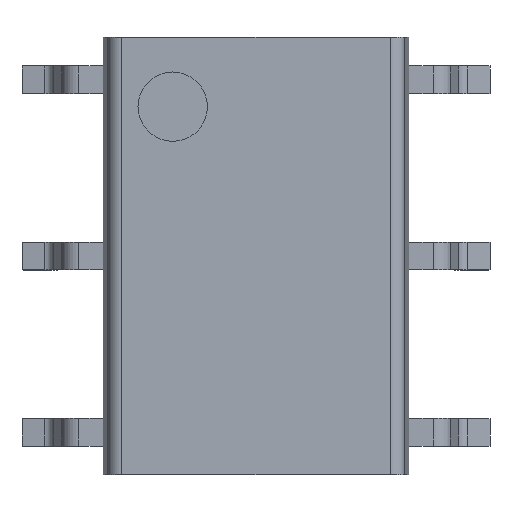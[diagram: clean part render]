
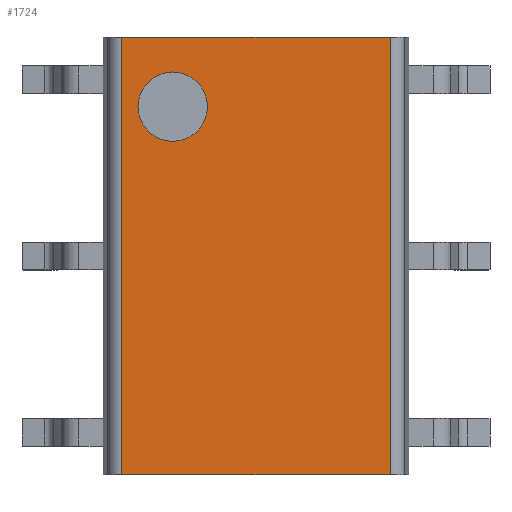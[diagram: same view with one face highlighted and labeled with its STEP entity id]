
A CAD part, top view. The second image highlights one B-rep face of the part: STEP entity #1724.
In plain terms, the highlighted planar face has unit normal (0, 0, 1).
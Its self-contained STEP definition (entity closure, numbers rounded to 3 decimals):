
#42=LINE('',#2536,#238);
#43=LINE('',#2539,#239);
#44=LINE('',#2541,#240);
#45=LINE('',#2542,#241);
#238=VECTOR('',#2022,6.3);
#239=VECTOR('',#2025,3.872);
#240=VECTOR('',#2026,3.872);
#241=VECTOR('',#2027,6.3);
#427=PLANE('',#1838);
#495=FACE_BOUND('',#605,.T.);
#503=FACE_OUTER_BOUND('',#604,.T.);
#604=EDGE_LOOP('',(#1203,#1204,#1205,#1206));
#605=EDGE_LOOP('',(#1207));
#699=CIRCLE('',#1827,0.5);
#757=VERTEX_POINT('',#2501);
#768=VERTEX_POINT('',#2532);
#769=VERTEX_POINT('',#2534);
#770=VERTEX_POINT('',#2538);
#771=VERTEX_POINT('',#2540);
#927=EDGE_CURVE('',#757,#757,#699,.T.);
#943=EDGE_CURVE('',#768,#769,#42,.T.);
#944=EDGE_CURVE('',#768,#770,#43,.T.);
#945=EDGE_CURVE('',#771,#769,#44,.T.);
#946=EDGE_CURVE('',#770,#771,#45,.T.);
#1203=ORIENTED_EDGE('',*,*,#944,.F.);
#1204=ORIENTED_EDGE('',*,*,#943,.T.);
#1205=ORIENTED_EDGE('',*,*,#945,.F.);
#1206=ORIENTED_EDGE('',*,*,#946,.F.);
#1207=ORIENTED_EDGE('',*,*,#927,.T.);
#1724=ADVANCED_FACE('',(#503,#495),#427,.T.);
#1827=AXIS2_PLACEMENT_3D('',#2502,#1989,#1990);
#1838=AXIS2_PLACEMENT_3D('',#2537,#2023,#2024);
#1989=DIRECTION('center_axis',(0.,0.,-1.));
#1990=DIRECTION('ref_axis',(-1.,0.,0.));
#2022=DIRECTION('',(0.,1.,0.));
#2023=DIRECTION('center_axis',(0.,0.,1.));
#2024=DIRECTION('ref_axis',(1.,0.,0.));
#2025=DIRECTION('',(-1.,0.,0.));
#2026=DIRECTION('',(1.,0.,0.));
#2027=DIRECTION('',(0.,1.,0.));
#2501=CARTESIAN_POINT('',(-0.7,2.15,2.098));
#2502=CARTESIAN_POINT('Origin',(-1.2,2.15,2.098));
#2532=CARTESIAN_POINT('',(1.936,-3.15,2.098));
#2534=CARTESIAN_POINT('',(1.936,3.15,2.098));
#2536=CARTESIAN_POINT('',(1.936,0.,2.098));
#2537=CARTESIAN_POINT('Origin',(-1.936,0.,2.098));
#2538=CARTESIAN_POINT('',(-1.936,-3.15,2.098));
#2539=CARTESIAN_POINT('',(1.936,-3.15,2.098));
#2540=CARTESIAN_POINT('',(-1.936,3.15,2.098));
#2541=CARTESIAN_POINT('',(1.936,3.15,2.098));
#2542=CARTESIAN_POINT('',(-1.936,0.,2.098));
